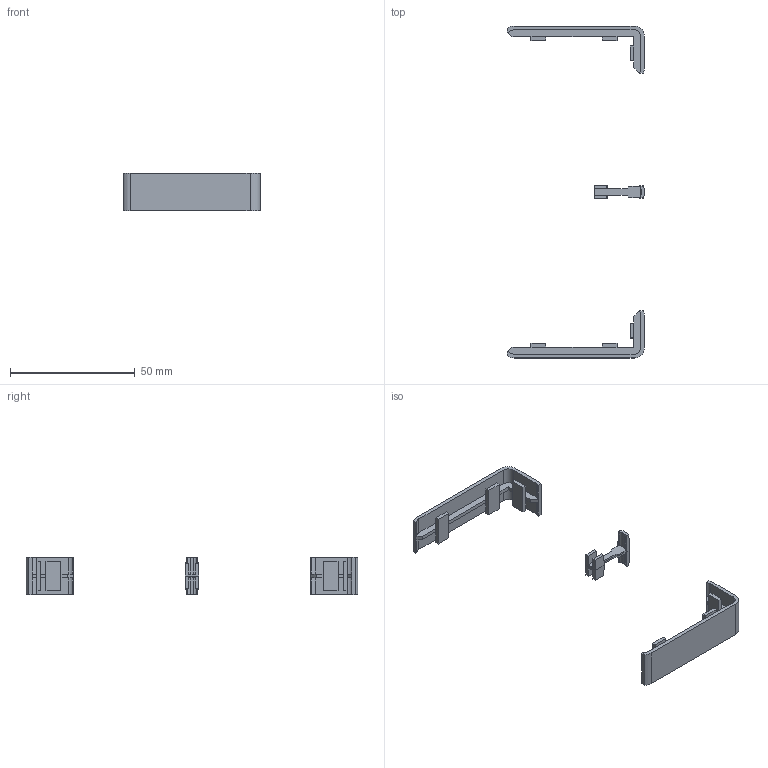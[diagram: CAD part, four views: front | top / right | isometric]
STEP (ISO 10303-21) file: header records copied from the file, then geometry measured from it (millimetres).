
FILE_DESCRIPTION (( 'STEP AP214' ), '1' );
FILE_NAME ('6113214.stp', '2016-04-28T06:55:09', ( '' ), ( '' ), 'SwSTEP 2.0', 'SolidWorks 2014', '' );
FILE_SCHEMA (( 'AUTOMOTIVE_DESIGN' ));
Length unit declared in the file: millimetre
Products named in the file (3): 6113214; 070071_Standard; 070072_Standard
Assembly tree (3 placements, depth 2):
  6113214
    070071_Standard  x2
    070072_Standard
Bounding box: 54.9 x 133 x 15 mm (x, y, z)
Volume: 4732.1 mm3; surface area: 7216.6 mm2
Topology: 3 solids, 3 shells, 176 faces, 454 edges, 284 vertices
Faces by surface type: plane 138, cone 20, cylinder 18
Entity records: 3783 total; most frequent: CARTESIAN_POINT 656, ORIENTED_EDGE 634, DIRECTION 621, EDGE_CURVE 317, LINE 263, VECTOR 263, VERTEX_POINT 198, AXIS2_PLACEMENT_3D 179
